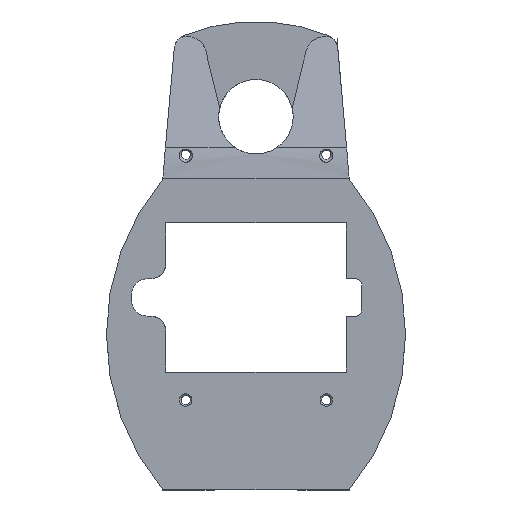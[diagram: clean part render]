
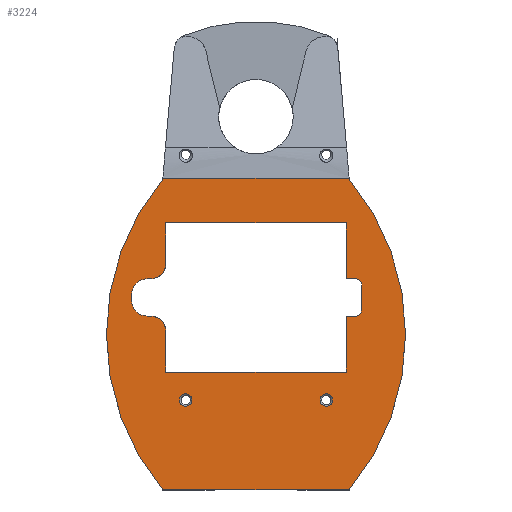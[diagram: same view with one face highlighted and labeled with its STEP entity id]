
A CAD part, top view. The second image highlights one B-rep face of the part: STEP entity #3224.
In plain terms, the highlighted planar face has unit normal (0, 0, 1).
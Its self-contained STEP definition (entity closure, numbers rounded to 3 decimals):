
#39=FACE_BOUND('',#352,.T.);
#40=FACE_BOUND('',#353,.T.);
#41=FACE_BOUND('',#354,.T.);
#74=PLANE('',#3451);
#180=FACE_OUTER_BOUND('',#351,.T.);
#351=EDGE_LOOP('',(#2274,#2275,#2276,#2277,#2278,#2279));
#352=EDGE_LOOP('',(#2280));
#353=EDGE_LOOP('',(#2281));
#354=EDGE_LOOP('',(#2282,#2283,#2284,#2285,#2286,#2287,#2288,#2289,#2290,
#2291,#2292,#2293,#2294,#2295,#2296,#2297,#2298,#2299));
#565=LINE('',#5002,#883);
#573=LINE('',#5022,#891);
#574=LINE('',#5024,#892);
#575=LINE('',#5026,#893);
#576=LINE('',#5030,#894);
#577=LINE('',#5034,#895);
#578=LINE('',#5038,#896);
#579=LINE('',#5040,#897);
#580=LINE('',#5042,#898);
#581=LINE('',#5044,#899);
#582=LINE('',#5048,#900);
#583=LINE('',#5052,#901);
#584=LINE('',#5056,#902);
#585=LINE('',#5060,#903);
#586=LINE('',#5062,#904);
#587=LINE('',#5063,#905);
#883=VECTOR('',#3906,10.);
#891=VECTOR('',#3924,10.);
#892=VECTOR('',#3925,10.);
#893=VECTOR('',#3926,10.);
#894=VECTOR('',#3929,10.);
#895=VECTOR('',#3932,10.);
#896=VECTOR('',#3935,10.);
#897=VECTOR('',#3936,10.);
#898=VECTOR('',#3937,10.);
#899=VECTOR('',#3938,10.);
#900=VECTOR('',#3941,10.);
#901=VECTOR('',#3944,10.);
#902=VECTOR('',#3947,10.);
#903=VECTOR('',#3950,10.);
#904=VECTOR('',#3951,10.);
#905=VECTOR('',#3952,10.);
#1173=CIRCLE('',#3439,2.);
#1176=CIRCLE('',#3443,2.);
#1180=CIRCLE('',#3452,78.);
#1181=CIRCLE('',#3453,78.);
#1182=CIRCLE('',#3454,2.);
#1183=CIRCLE('',#3455,2.);
#1184=CIRCLE('',#3456,5.);
#1185=CIRCLE('',#3457,5.);
#1186=CIRCLE('',#3458,5.);
#1187=CIRCLE('',#3459,5.);
#1354=VERTEX_POINT('',#4971);
#1357=VERTEX_POINT('',#4979);
#1365=VERTEX_POINT('',#4999);
#1366=VERTEX_POINT('',#5001);
#1372=VERTEX_POINT('',#5019);
#1373=VERTEX_POINT('',#5021);
#1374=VERTEX_POINT('',#5023);
#1375=VERTEX_POINT('',#5025);
#1376=VERTEX_POINT('',#5028);
#1377=VERTEX_POINT('',#5029);
#1378=VERTEX_POINT('',#5031);
#1379=VERTEX_POINT('',#5033);
#1380=VERTEX_POINT('',#5035);
#1381=VERTEX_POINT('',#5037);
#1382=VERTEX_POINT('',#5039);
#1383=VERTEX_POINT('',#5041);
#1384=VERTEX_POINT('',#5043);
#1385=VERTEX_POINT('',#5045);
#1386=VERTEX_POINT('',#5047);
#1387=VERTEX_POINT('',#5049);
#1388=VERTEX_POINT('',#5051);
#1389=VERTEX_POINT('',#5053);
#1390=VERTEX_POINT('',#5055);
#1391=VERTEX_POINT('',#5057);
#1392=VERTEX_POINT('',#5059);
#1393=VERTEX_POINT('',#5061);
#1703=EDGE_CURVE('',#1354,#1354,#1173,.T.);
#1707=EDGE_CURVE('',#1357,#1357,#1176,.T.);
#1718=EDGE_CURVE('',#1366,#1365,#565,.T.);
#1727=EDGE_CURVE('',#1365,#1372,#1180,.T.);
#1728=EDGE_CURVE('',#1372,#1373,#573,.T.);
#1729=EDGE_CURVE('',#1374,#1373,#574,.T.);
#1730=EDGE_CURVE('',#1374,#1375,#575,.T.);
#1731=EDGE_CURVE('',#1375,#1366,#1181,.T.);
#1732=EDGE_CURVE('',#1376,#1377,#576,.T.);
#1733=EDGE_CURVE('',#1377,#1378,#1182,.T.);
#1734=EDGE_CURVE('',#1378,#1379,#577,.T.);
#1735=EDGE_CURVE('',#1379,#1380,#1183,.T.);
#1736=EDGE_CURVE('',#1380,#1381,#578,.T.);
#1737=EDGE_CURVE('',#1381,#1382,#579,.T.);
#1738=EDGE_CURVE('',#1382,#1383,#580,.T.);
#1739=EDGE_CURVE('',#1383,#1384,#581,.T.);
#1740=EDGE_CURVE('',#1384,#1385,#1184,.T.);
#1741=EDGE_CURVE('',#1385,#1386,#582,.T.);
#1742=EDGE_CURVE('',#1386,#1387,#1185,.T.);
#1743=EDGE_CURVE('',#1387,#1388,#583,.T.);
#1744=EDGE_CURVE('',#1388,#1389,#1186,.T.);
#1745=EDGE_CURVE('',#1389,#1390,#584,.T.);
#1746=EDGE_CURVE('',#1390,#1391,#1187,.T.);
#1747=EDGE_CURVE('',#1391,#1392,#585,.T.);
#1748=EDGE_CURVE('',#1392,#1393,#586,.T.);
#1749=EDGE_CURVE('',#1393,#1376,#587,.T.);
#2274=ORIENTED_EDGE('',*,*,#1718,.T.);
#2275=ORIENTED_EDGE('',*,*,#1727,.T.);
#2276=ORIENTED_EDGE('',*,*,#1728,.T.);
#2277=ORIENTED_EDGE('',*,*,#1729,.F.);
#2278=ORIENTED_EDGE('',*,*,#1730,.T.);
#2279=ORIENTED_EDGE('',*,*,#1731,.T.);
#2280=ORIENTED_EDGE('',*,*,#1703,.T.);
#2281=ORIENTED_EDGE('',*,*,#1707,.T.);
#2282=ORIENTED_EDGE('',*,*,#1732,.T.);
#2283=ORIENTED_EDGE('',*,*,#1733,.T.);
#2284=ORIENTED_EDGE('',*,*,#1734,.T.);
#2285=ORIENTED_EDGE('',*,*,#1735,.T.);
#2286=ORIENTED_EDGE('',*,*,#1736,.T.);
#2287=ORIENTED_EDGE('',*,*,#1737,.T.);
#2288=ORIENTED_EDGE('',*,*,#1738,.T.);
#2289=ORIENTED_EDGE('',*,*,#1739,.T.);
#2290=ORIENTED_EDGE('',*,*,#1740,.T.);
#2291=ORIENTED_EDGE('',*,*,#1741,.T.);
#2292=ORIENTED_EDGE('',*,*,#1742,.T.);
#2293=ORIENTED_EDGE('',*,*,#1743,.T.);
#2294=ORIENTED_EDGE('',*,*,#1744,.T.);
#2295=ORIENTED_EDGE('',*,*,#1745,.T.);
#2296=ORIENTED_EDGE('',*,*,#1746,.T.);
#2297=ORIENTED_EDGE('',*,*,#1747,.T.);
#2298=ORIENTED_EDGE('',*,*,#1748,.T.);
#2299=ORIENTED_EDGE('',*,*,#1749,.T.);
#3224=ADVANCED_FACE('',(#180,#39,#40,#41),#74,.T.);
#3439=AXIS2_PLACEMENT_3D('',#4972,#3879,#3880);
#3443=AXIS2_PLACEMENT_3D('',#4980,#3888,#3889);
#3451=AXIS2_PLACEMENT_3D('',#5018,#3920,#3921);
#3452=AXIS2_PLACEMENT_3D('',#5020,#3922,#3923);
#3453=AXIS2_PLACEMENT_3D('',#5027,#3927,#3928);
#3454=AXIS2_PLACEMENT_3D('',#5032,#3930,#3931);
#3455=AXIS2_PLACEMENT_3D('',#5036,#3933,#3934);
#3456=AXIS2_PLACEMENT_3D('',#5046,#3939,#3940);
#3457=AXIS2_PLACEMENT_3D('',#5050,#3942,#3943);
#3458=AXIS2_PLACEMENT_3D('',#5054,#3945,#3946);
#3459=AXIS2_PLACEMENT_3D('',#5058,#3948,#3949);
#3879=DIRECTION('center_axis',(0.,0.,-1.));
#3880=DIRECTION('ref_axis',(1.,0.,0.));
#3888=DIRECTION('center_axis',(0.,0.,-1.));
#3889=DIRECTION('ref_axis',(1.,0.,0.));
#3906=DIRECTION('',(1.,0.,0.));
#3920=DIRECTION('center_axis',(0.,0.,1.));
#3921=DIRECTION('ref_axis',(1.,0.,0.));
#3922=DIRECTION('center_axis',(0.,0.,1.));
#3923=DIRECTION('ref_axis',(0.768,-0.641,0.));
#3924=DIRECTION('',(-0.087,0.996,0.));
#3925=DIRECTION('',(1.,0.,0.));
#3926=DIRECTION('',(-0.087,-0.996,0.));
#3927=DIRECTION('center_axis',(0.,0.,1.));
#3928=DIRECTION('ref_axis',(-0.768,0.641,0.));
#3929=DIRECTION('',(1.,0.,0.));
#3930=DIRECTION('center_axis',(0.,0.,-1.));
#3931=DIRECTION('ref_axis',(1.,0.,0.));
#3932=DIRECTION('',(0.,-1.,0.));
#3933=DIRECTION('center_axis',(0.,0.,-1.));
#3934=DIRECTION('ref_axis',(0.,-1.,0.));
#3935=DIRECTION('',(-1.,0.,0.));
#3936=DIRECTION('',(0.,-1.,0.));
#3937=DIRECTION('',(-1.,0.,0.));
#3938=DIRECTION('',(0.,1.,0.));
#3939=DIRECTION('center_axis',(0.,0.,1.));
#3940=DIRECTION('ref_axis',(-1.,0.,0.));
#3941=DIRECTION('',(-1.,0.,0.));
#3942=DIRECTION('center_axis',(0.,0.,-1.));
#3943=DIRECTION('ref_axis',(-1.,0.,0.));
#3944=DIRECTION('',(0.,1.,0.));
#3945=DIRECTION('center_axis',(0.,0.,-1.));
#3946=DIRECTION('ref_axis',(0.,1.,0.));
#3947=DIRECTION('',(1.,0.,0.));
#3948=DIRECTION('center_axis',(0.,0.,1.));
#3949=DIRECTION('ref_axis',(0.,1.,0.));
#3950=DIRECTION('',(0.,1.,0.));
#3951=DIRECTION('',(1.,0.,0.));
#3952=DIRECTION('',(0.,-1.,0.));
#4971=CARTESIAN_POINT('',(32.123,4.91,20.));
#4972=CARTESIAN_POINT('Origin',(34.123,4.91,20.));
#4979=CARTESIAN_POINT('',(-13.12,4.91,20.));
#4980=CARTESIAN_POINT('Origin',(-11.12,4.91,20.));
#4999=CARTESIAN_POINT('',(41.5,-24.,20.));
#5001=CARTESIAN_POINT('',(-18.5,-24.,20.));
#5002=CARTESIAN_POINT('',(-18.5,-24.,20.));
#5018=CARTESIAN_POINT('Origin',(11.5,26.,20.));
#5019=CARTESIAN_POINT('',(41.5,76.,20.));
#5020=CARTESIAN_POINT('Origin',(-18.367,26.,20.));
#5021=CARTESIAN_POINT('',(41.48,76.227,20.));
#5022=CARTESIAN_POINT('',(41.5,76.,20.));
#5023=CARTESIAN_POINT('',(-18.48,76.227,20.));
#5024=CARTESIAN_POINT('',(11.5,76.227,20.));
#5025=CARTESIAN_POINT('',(-18.5,76.,20.));
#5026=CARTESIAN_POINT('',(-18.061,81.,20.));
#5027=CARTESIAN_POINT('Origin',(41.367,26.,20.));
#5028=CARTESIAN_POINT('',(40.5,43.91,20.));
#5029=CARTESIAN_POINT('',(43.5,43.91,20.));
#5030=CARTESIAN_POINT('',(26.,43.91,20.));
#5031=CARTESIAN_POINT('',(45.5,41.91,20.));
#5032=CARTESIAN_POINT('Origin',(43.5,41.91,20.));
#5033=CARTESIAN_POINT('',(45.5,33.91,20.));
#5034=CARTESIAN_POINT('',(45.5,33.955,20.));
#5035=CARTESIAN_POINT('',(43.5,31.91,20.));
#5036=CARTESIAN_POINT('Origin',(43.5,33.91,20.));
#5037=CARTESIAN_POINT('',(40.5,31.91,20.));
#5038=CARTESIAN_POINT('',(27.5,31.91,20.));
#5039=CARTESIAN_POINT('',(40.5,13.91,20.));
#5040=CARTESIAN_POINT('',(40.5,19.955,20.));
#5041=CARTESIAN_POINT('',(-17.5,13.91,20.));
#5042=CARTESIAN_POINT('',(-3.,13.91,20.));
#5043=CARTESIAN_POINT('',(-17.5,26.91,20.));
#5044=CARTESIAN_POINT('',(-17.5,43.955,20.));
#5045=CARTESIAN_POINT('',(-22.5,31.91,20.));
#5046=CARTESIAN_POINT('Origin',(-22.5,26.91,20.));
#5047=CARTESIAN_POINT('',(-23.5,31.91,20.));
#5048=CARTESIAN_POINT('',(-5.5,31.91,20.));
#5049=CARTESIAN_POINT('',(-28.5,36.91,20.));
#5050=CARTESIAN_POINT('Origin',(-23.5,36.91,20.));
#5051=CARTESIAN_POINT('',(-28.5,38.91,20.));
#5052=CARTESIAN_POINT('',(-28.5,31.455,20.));
#5053=CARTESIAN_POINT('',(-23.5,43.91,20.));
#5054=CARTESIAN_POINT('Origin',(-23.5,38.91,20.));
#5055=CARTESIAN_POINT('',(-22.5,43.91,20.));
#5056=CARTESIAN_POINT('',(-6.,43.91,20.));
#5057=CARTESIAN_POINT('',(-17.5,48.91,20.));
#5058=CARTESIAN_POINT('Origin',(-22.5,48.91,20.));
#5059=CARTESIAN_POINT('',(-17.5,61.91,20.));
#5060=CARTESIAN_POINT('',(-17.5,43.955,20.));
#5061=CARTESIAN_POINT('',(40.5,61.91,20.));
#5062=CARTESIAN_POINT('',(26.,61.91,20.));
#5063=CARTESIAN_POINT('',(40.5,19.955,20.));
